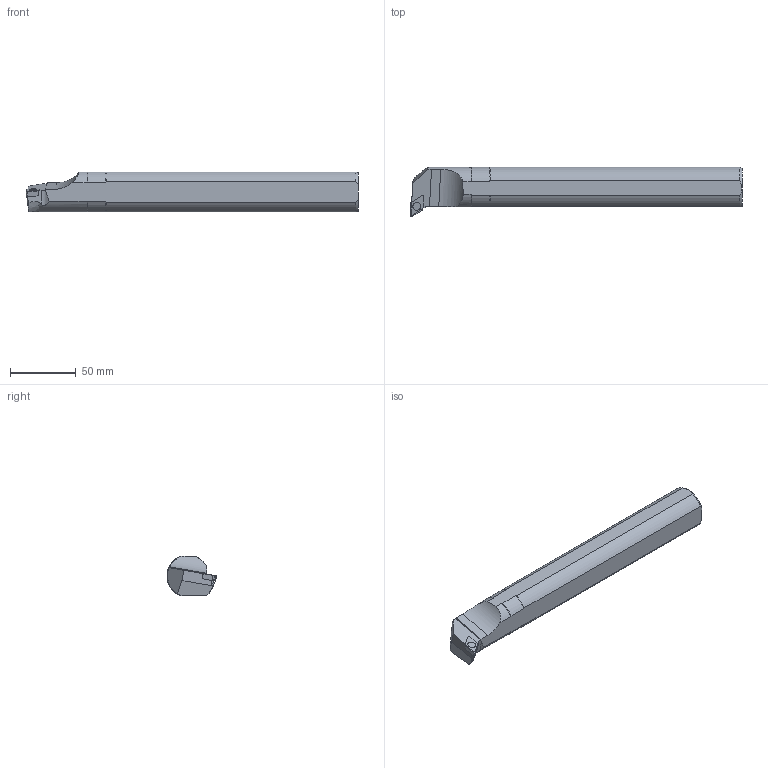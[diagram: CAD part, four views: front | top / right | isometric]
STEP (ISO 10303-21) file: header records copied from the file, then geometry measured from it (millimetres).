
FILE_DESCRIPTION(/* description */ (''),/* implementation_level */ '2;1');
FILE_NAME(/* name */ 'A32SSDUCR11A_SIM.stp',/* time_stamp */ '2021-09-30T07:41:36+02:00',/* author */ (''),/* organization */ (''),/* preprocessor_version */ 'ST-DEVELOPER v16.7',/* originating_system */ 'SIEMENS PLM Software NX 12.0',/* authorisation */ '');
FILE_SCHEMA (('AUTOMOTIVE_DESIGN { 1 0 10303 214 3 1 1 1 }'));
Length unit declared in the file: millimetre
Products named in the file (1): model1
Bounding box: 251.6 x 37.85 x 30 mm (x, y, z)
Volume: 182602 mm3; surface area: 26048 mm2
Topology: 2 solids, 2 shells, 46 faces, 125 edges, 83 vertices
Faces by surface type: plane 19, cylinder 13, cone 12, torus 2
Full cylindrical faces by diameter (mm): 4.4 x1, 6 x1
Entity records: 1555 total; most frequent: CARTESIAN_POINT 378, ORIENTED_EDGE 242, DIRECTION 234, EDGE_CURVE 121, AXIS2_PLACEMENT_3D 89, VERTEX_POINT 82, LINE 56, VECTOR 56
